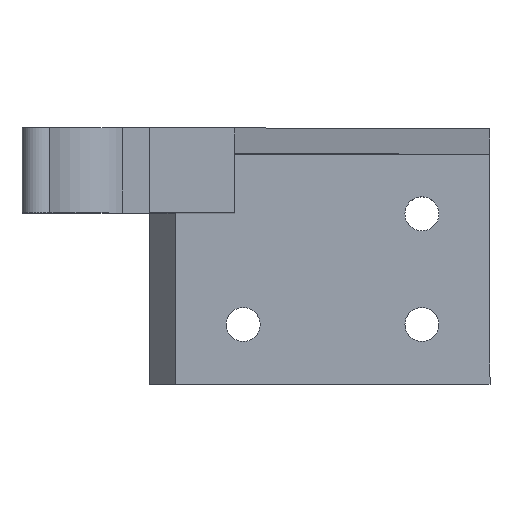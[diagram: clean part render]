
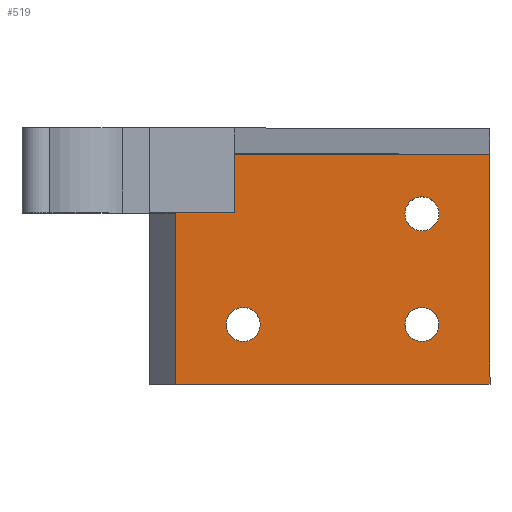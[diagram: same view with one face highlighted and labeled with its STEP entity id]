
A CAD part, top view. The second image highlights one B-rep face of the part: STEP entity #519.
In plain terms, the highlighted planar face has unit normal (0, 0, 1).
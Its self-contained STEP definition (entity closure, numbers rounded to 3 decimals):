
#15=FACE_BOUND('',#77,.T.);
#16=FACE_BOUND('',#78,.T.);
#17=FACE_BOUND('',#79,.T.);
#26=PLANE('',#567);
#48=FACE_OUTER_BOUND('',#76,.T.);
#76=EDGE_LOOP('',(#385,#386,#387,#388,#389,#390));
#77=EDGE_LOOP('',(#391));
#78=EDGE_LOOP('',(#392));
#79=EDGE_LOOP('',(#393));
#110=LINE('',#780,#166);
#112=LINE('',#785,#168);
#119=LINE('',#800,#175);
#121=LINE('',#803,#177);
#122=LINE('',#805,#178);
#123=LINE('',#806,#179);
#166=VECTOR('',#631,10.);
#168=VECTOR('',#635,10.);
#175=VECTOR('',#646,10.);
#177=VECTOR('',#650,10.);
#178=VECTOR('',#651,10.);
#179=VECTOR('',#652,10.);
#214=CIRCLE('',#554,2.);
#216=CIRCLE('',#557,2.);
#218=CIRCLE('',#560,2.);
#232=VERTEX_POINT('',#751);
#234=VERTEX_POINT('',#757);
#236=VERTEX_POINT('',#763);
#240=VERTEX_POINT('',#772);
#242=VERTEX_POINT('',#778);
#244=VERTEX_POINT('',#783);
#249=VERTEX_POINT('',#795);
#250=VERTEX_POINT('',#799);
#251=VERTEX_POINT('',#804);
#280=EDGE_CURVE('',#232,#232,#214,.T.);
#283=EDGE_CURVE('',#234,#234,#216,.T.);
#286=EDGE_CURVE('',#236,#236,#218,.T.);
#294=EDGE_CURVE('',#242,#240,#110,.T.);
#296=EDGE_CURVE('',#244,#240,#112,.T.);
#303=EDGE_CURVE('',#249,#250,#119,.T.);
#305=EDGE_CURVE('',#249,#244,#121,.T.);
#306=EDGE_CURVE('',#251,#250,#122,.T.);
#307=EDGE_CURVE('',#242,#251,#123,.T.);
#385=ORIENTED_EDGE('',*,*,#294,.T.);
#386=ORIENTED_EDGE('',*,*,#296,.F.);
#387=ORIENTED_EDGE('',*,*,#305,.F.);
#388=ORIENTED_EDGE('',*,*,#303,.T.);
#389=ORIENTED_EDGE('',*,*,#306,.F.);
#390=ORIENTED_EDGE('',*,*,#307,.F.);
#391=ORIENTED_EDGE('',*,*,#280,.T.);
#392=ORIENTED_EDGE('',*,*,#283,.T.);
#393=ORIENTED_EDGE('',*,*,#286,.T.);
#519=ADVANCED_FACE('',(#48,#15,#16,#17),#26,.T.);
#554=AXIS2_PLACEMENT_3D('',#752,#603,#604);
#557=AXIS2_PLACEMENT_3D('',#758,#610,#611);
#560=AXIS2_PLACEMENT_3D('',#764,#617,#618);
#567=AXIS2_PLACEMENT_3D('',#802,#648,#649);
#603=DIRECTION('center_axis',(0.,0.,-1.));
#604=DIRECTION('ref_axis',(1.,0.,0.));
#610=DIRECTION('center_axis',(0.,0.,-1.));
#611=DIRECTION('ref_axis',(1.,0.,0.));
#617=DIRECTION('center_axis',(0.,0.,-1.));
#618=DIRECTION('ref_axis',(1.,0.,0.));
#631=DIRECTION('',(0.,-1.,0.));
#635=DIRECTION('',(-1.,0.,0.));
#646=DIRECTION('',(-1.,0.,0.));
#648=DIRECTION('center_axis',(0.,0.,1.));
#649=DIRECTION('ref_axis',(0.,-1.,0.));
#650=DIRECTION('',(0.,-1.,0.));
#651=DIRECTION('',(0.,1.,0.));
#652=DIRECTION('',(1.,0.,0.));
#751=CARTESIAN_POINT('',(-69.,188.9,-57.1));
#752=CARTESIAN_POINT('Origin',(-67.,188.9,-57.1));
#757=CARTESIAN_POINT('',(-48.,188.9,-57.1));
#758=CARTESIAN_POINT('Origin',(-46.,188.9,-57.1));
#763=CARTESIAN_POINT('',(-48.,201.9,-57.1));
#764=CARTESIAN_POINT('Origin',(-46.,201.9,-57.1));
#772=CARTESIAN_POINT('',(-75.,181.9,-57.1));
#778=CARTESIAN_POINT('',(-75.,201.9,-57.1));
#780=CARTESIAN_POINT('',(-75.,201.9,-57.1));
#783=CARTESIAN_POINT('',(-38.,181.9,-57.1));
#785=CARTESIAN_POINT('',(-38.,181.9,-57.1));
#795=CARTESIAN_POINT('',(-38.,208.9,-57.1));
#799=CARTESIAN_POINT('',(-68.,208.9,-57.1));
#800=CARTESIAN_POINT('',(-60.5,208.9,-57.1));
#802=CARTESIAN_POINT('Origin',(-68.,211.9,-57.1));
#803=CARTESIAN_POINT('',(-38.,201.9,-57.1));
#804=CARTESIAN_POINT('',(-68.,201.9,-57.1));
#805=CARTESIAN_POINT('',(-68.,206.9,-57.1));
#806=CARTESIAN_POINT('',(-61.25,201.9,-57.1));
